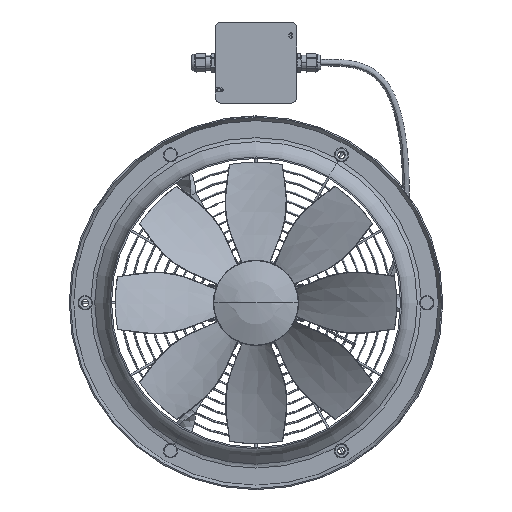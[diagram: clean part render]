
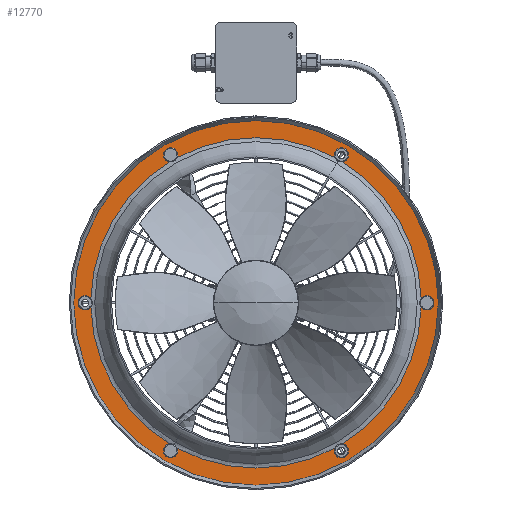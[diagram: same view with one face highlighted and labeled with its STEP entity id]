
A CAD part, left-side view. The second image highlights one B-rep face of the part: STEP entity #12770.
In plain terms, the highlighted face is planar.
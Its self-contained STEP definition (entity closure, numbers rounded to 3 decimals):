
#11100=CARTESIAN_POINT('',(178.44,-294.808,
0.));
#11110=VERTEX_POINT('',#11100);
#11200=CARTESIAN_POINT('',(178.44,222.491,
0.));
#11210=VERTEX_POINT('',#11200);
#11240=CARTESIAN_POINT('',(178.44,-36.158,
0.));
#11250=DIRECTION('',(-1.,0.,0.));
#11260=DIRECTION('',(0.,1.,0.));
#11270=AXIS2_PLACEMENT_3D('',#11240,#11250,#11260);
#11280=CIRCLE('',#11270,258.649);
#11290=EDGE_CURVE('',#11110,#11210,#11280,.T.);
#11340=CARTESIAN_POINT('',(178.44,210.364,
0.));
#11350=DIRECTION('',(1.,0.,0.));
#11360=DIRECTION('',(0.,1.,0.));
#11370=AXIS2_PLACEMENT_3D('',#11340,#11350,#11360);
#11380=PLANE('',#11370);
#11390=CARTESIAN_POINT('',(178.44,-157.408,
210.011));
#11400=DIRECTION('',(-1.,0.,0.));
#11410=DIRECTION('',(0.,-0.866,-0.5));
#11420=AXIS2_PLACEMENT_3D('',#11390,#11400,#11410);
#11430=CIRCLE('',#11420,10.);
#11440=CARTESIAN_POINT('',(178.44,-148.748,
215.011));
#11450=VERTEX_POINT('',#11440);
#11460=CARTESIAN_POINT('',(178.44,-148.334,
205.809));
#11470=VERTEX_POINT('',#11460);
#11480=EDGE_CURVE('',#11450,#11470,#11430,.T.);
#11490=ORIENTED_EDGE('',*,*,#11480,.T.);
#11500=CARTESIAN_POINT('',(178.44,-166.069,
205.011));
#11510=VERTEX_POINT('',#11500);
#11520=EDGE_CURVE('',#11510,#11450,#11430,.T.);
#11530=ORIENTED_EDGE('',*,*,#11520,.T.);
#11540=CARTESIAN_POINT('',(178.44,-158.307,
200.052));
#11550=VERTEX_POINT('',#11540);
#11560=EDGE_CURVE('',#11550,#11510,#11430,.T.);
#11570=ORIENTED_EDGE('',*,*,#11560,.T.);
#11580=CARTESIAN_POINT('',(178.44,-36.158,
0.));
#11590=DIRECTION('',(-1.,0.,0.));
#11600=DIRECTION('',(0.,1.,0.));
#11610=AXIS2_PLACEMENT_3D('',#11580,#11590,#11600);
#11620=CIRCLE('',#11610,234.395);
#11630=CARTESIAN_POINT('',(178.44,-270.482,
5.758));
#11640=VERTEX_POINT('',#11630);
#11650=EDGE_CURVE('',#11640,#11550,#11620,.T.);
#11660=ORIENTED_EDGE('',*,*,#11650,.T.);
#11670=CARTESIAN_POINT('',(178.44,-278.658,
0.));
#11680=DIRECTION('',(-1.,0.,0.));
#11690=DIRECTION('',(0.,0.,1.));
#11700=AXIS2_PLACEMENT_3D('',#11670,#11680,#11690);
#11710=CIRCLE('',#11700,10.);
#11720=CARTESIAN_POINT('',(178.44,-278.658,
10.));
#11730=VERTEX_POINT('',#11720);
#11740=EDGE_CURVE('',#11730,#11640,#11710,.T.);
#11750=ORIENTED_EDGE('',*,*,#11740,.T.);
#11760=CARTESIAN_POINT('',(178.44,-278.658,-10.));
#11770=VERTEX_POINT('',#11760);
#11780=EDGE_CURVE('',#11770,#11730,#11710,.T.);
#11790=ORIENTED_EDGE('',*,*,#11780,.T.);
#11800=CARTESIAN_POINT('',(178.44,-270.482,
-5.758));
#11810=VERTEX_POINT('',#11800);
#11820=EDGE_CURVE('',#11810,#11770,#11710,.T.);
#11830=ORIENTED_EDGE('',*,*,#11820,.T.);
#11840=CARTESIAN_POINT('',(178.44,-158.307,
-200.052));
#11850=VERTEX_POINT('',#11840);
#11860=EDGE_CURVE('',#11850,#11810,#11620,.T.);
#11870=ORIENTED_EDGE('',*,*,#11860,.T.);
#11880=CARTESIAN_POINT('',(178.44,-157.408,
-210.011));
#11890=DIRECTION('',(-1.,0.,0.));
#11900=DIRECTION('',(0.,0.866,-0.5));
#11910=AXIS2_PLACEMENT_3D('',#11880,#11890,#11900);
#11920=CIRCLE('',#11910,10.);
#11930=CARTESIAN_POINT('',(178.44,-166.069,
-205.011));
#11940=VERTEX_POINT('',#11930);
#11950=EDGE_CURVE('',#11940,#11850,#11920,.T.);
#11960=ORIENTED_EDGE('',*,*,#11950,.T.);
#11970=CARTESIAN_POINT('',(178.44,-148.748,
-215.011));
#11980=VERTEX_POINT('',#11970);
#11990=EDGE_CURVE('',#11980,#11940,#11920,.T.);
#12000=ORIENTED_EDGE('',*,*,#11990,.T.);
#12010=CARTESIAN_POINT('',(178.44,-148.334,
-205.809));
#12020=VERTEX_POINT('',#12010);
#12030=EDGE_CURVE('',#12020,#11980,#11920,.T.);
#12040=ORIENTED_EDGE('',*,*,#12030,.T.);
#12050=CARTESIAN_POINT('',(178.44,76.017,
-205.809));
#12060=VERTEX_POINT('',#12050);
#12070=EDGE_CURVE('',#12060,#12020,#11620,.T.);
#12080=ORIENTED_EDGE('',*,*,#12070,.T.);
#12090=CARTESIAN_POINT('',(178.44,85.092,
-210.011));
#12100=DIRECTION('',(-1.,0.,0.));
#12110=DIRECTION('',(0.,-0.866,
-0.5));
#12120=AXIS2_PLACEMENT_3D('',#12090,#12100,#12110);
#12130=CIRCLE('',#12120,10.);
#12140=CARTESIAN_POINT('',(178.44,76.431,
-215.011));
#12150=VERTEX_POINT('',#12140);
#12160=EDGE_CURVE('',#12150,#12060,#12130,.T.);
#12170=ORIENTED_EDGE('',*,*,#12160,.T.);
#12180=CARTESIAN_POINT('',(178.44,93.752,
-205.011));
#12190=VERTEX_POINT('',#12180);
#12200=EDGE_CURVE('',#12190,#12150,#12130,.T.);
#12210=ORIENTED_EDGE('',*,*,#12200,.T.);
#12220=CARTESIAN_POINT('',(178.44,85.99,
-200.052));
#12230=VERTEX_POINT('',#12220);
#12240=EDGE_CURVE('',#12230,#12190,#12130,.T.);
#12250=ORIENTED_EDGE('',*,*,#12240,.T.);
#12260=CARTESIAN_POINT('',(178.44,198.166,
-5.758));
#12270=VERTEX_POINT('',#12260);
#12280=EDGE_CURVE('',#12270,#12230,#11620,.T.);
#12290=ORIENTED_EDGE('',*,*,#12280,.T.);
#12300=CARTESIAN_POINT('',(178.44,206.342,
0.));
#12310=DIRECTION('',(-1.,0.,0.));
#12320=DIRECTION('',(0.,0.,1.));
#12330=AXIS2_PLACEMENT_3D('',#12300,#12310,#12320);
#12340=CIRCLE('',#12330,10.);
#12350=CARTESIAN_POINT('',(178.44,206.342,-10.));
#12360=VERTEX_POINT('',#12350);
#12370=EDGE_CURVE('',#12360,#12270,#12340,.T.);
#12380=ORIENTED_EDGE('',*,*,#12370,.T.);
#12390=CARTESIAN_POINT('',(178.44,206.342,10.));
#12400=VERTEX_POINT('',#12390);
#12410=EDGE_CURVE('',#12400,#12360,#12340,.T.);
#12420=ORIENTED_EDGE('',*,*,#12410,.T.);
#12430=CARTESIAN_POINT('',(178.44,198.166,
5.758));
#12440=VERTEX_POINT('',#12430);
#12450=EDGE_CURVE('',#12440,#12400,#12340,.T.);
#12460=ORIENTED_EDGE('',*,*,#12450,.T.);
#12470=CARTESIAN_POINT('',(178.44,85.99,
200.052));
#12480=VERTEX_POINT('',#12470);
#12490=EDGE_CURVE('',#12480,#12440,#11620,.T.);
#12500=ORIENTED_EDGE('',*,*,#12490,.T.);
#12510=CARTESIAN_POINT('',(178.44,85.092,
210.011));
#12520=DIRECTION('',(-1.,0.,0.));
#12530=DIRECTION('',(0.,0.866,-0.5));
#12540=AXIS2_PLACEMENT_3D('',#12510,#12520,#12530);
#12550=CIRCLE('',#12540,10.);
#12560=CARTESIAN_POINT('',(178.44,93.752,
205.011));
#12570=VERTEX_POINT('',#12560);
#12580=EDGE_CURVE('',#12570,#12480,#12550,.T.);
#12590=ORIENTED_EDGE('',*,*,#12580,.T.);
#12600=CARTESIAN_POINT('',(178.44,76.431,
215.011));
#12610=VERTEX_POINT('',#12600);
#12620=EDGE_CURVE('',#12610,#12570,#12550,.T.);
#12630=ORIENTED_EDGE('',*,*,#12620,.T.);
#12640=CARTESIAN_POINT('',(178.44,76.017,
205.809));
#12650=VERTEX_POINT('',#12640);
#12660=EDGE_CURVE('',#12650,#12610,#12550,.T.);
#12670=ORIENTED_EDGE('',*,*,#12660,.T.);
#12680=EDGE_CURVE('',#11470,#12650,#11620,.T.);
#12690=ORIENTED_EDGE('',*,*,#12680,.T.);
#12700=EDGE_LOOP('',(#12690,#12670,#12630,#12590,#12500,#12460,#12420,
#12380,#12290,#12250,#12210,#12170,#12080,#12040,#12000,#11960,#11870,
#11830,#11790,#11750,#11660,#11570,#11530,#11490));
#12710=FACE_BOUND('',#12700,.T.);
#12720=EDGE_CURVE('',#11210,#11110,#11280,.T.);
#12730=ORIENTED_EDGE('',*,*,#12720,.F.);
#12740=ORIENTED_EDGE('',*,*,#11290,.F.);
#12750=EDGE_LOOP('',(#12740,#12730));
#12760=FACE_OUTER_BOUND('',#12750,.T.);
#12770=ADVANCED_FACE('',(#12710,#12760),#11380,.T.);
